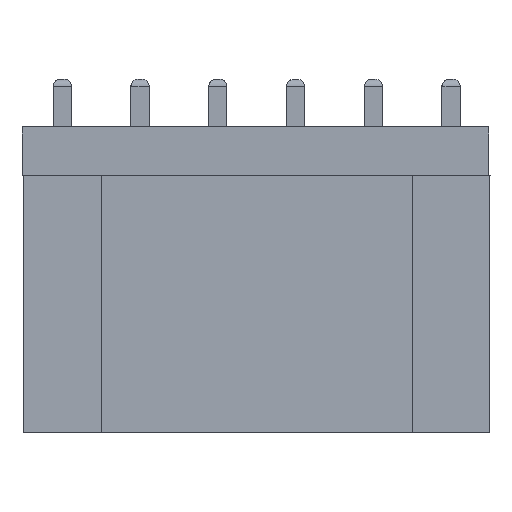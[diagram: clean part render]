
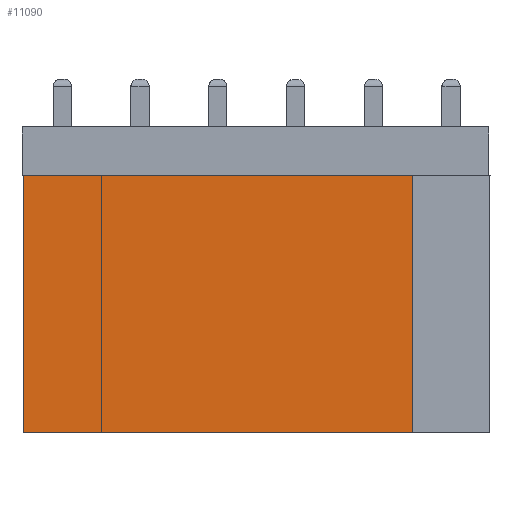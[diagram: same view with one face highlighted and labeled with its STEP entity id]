
A CAD part, left-side view. The second image highlights one B-rep face of the part: STEP entity #11090.
In plain terms, the highlighted face is planar.
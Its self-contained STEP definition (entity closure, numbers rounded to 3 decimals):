
#10456 = VERTEX_POINT('',#10457);
#10457 = CARTESIAN_POINT('',(1.25,0.,8.4));
#10463 = EDGE_CURVE('',#10464,#10456,#10466,.T.);
#10464 = VERTEX_POINT('',#10465);
#10465 = CARTESIAN_POINT('',(1.25,12.7,8.4));
#10466 = LINE('',#10467,#10468);
#10467 = CARTESIAN_POINT('',(1.25,0.,8.4));
#10468 = VECTOR('',#10469,1.);
#10469 = DIRECTION('',(0.,-1.,0.));
#10511 = EDGE_CURVE('',#10464,#10512,#10514,.T.);
#10512 = VERTEX_POINT('',#10513);
#10513 = CARTESIAN_POINT('',(1.25,12.7,0.));
#10514 = LINE('',#10515,#10516);
#10515 = CARTESIAN_POINT('',(1.25,12.7,0.));
#10516 = VECTOR('',#10517,1.);
#10517 = DIRECTION('',(0.,0.,-1.));
#10584 = VERTEX_POINT('',#10585);
#10585 = CARTESIAN_POINT('',(1.25,0.,
    0.));
#10591 = EDGE_CURVE('',#10584,#10456,#10592,.T.);
#10592 = LINE('',#10593,#10594);
#10593 = CARTESIAN_POINT('',(1.25,0.,8.4));
#10594 = VECTOR('',#10595,1.);
#10595 = DIRECTION('',(0.,0.,1.));
#11090 = ADVANCED_FACE('',(#11091),#11102,.T.);
#11091 = FACE_BOUND('',#11092,.T.);
#11092 = EDGE_LOOP('',(#11093,#11094,#11095,#11096));
#11093 = ORIENTED_EDGE('',*,*,#10511,.F.);
#11094 = ORIENTED_EDGE('',*,*,#10463,.T.);
#11095 = ORIENTED_EDGE('',*,*,#10591,.F.);
#11096 = ORIENTED_EDGE('',*,*,#11097,.T.);
#11097 = EDGE_CURVE('',#10584,#10512,#11098,.T.);
#11098 = LINE('',#11099,#11100);
#11099 = CARTESIAN_POINT('',(1.25,0.,0.));
#11100 = VECTOR('',#11101,1.);
#11101 = DIRECTION('',(0.,1.,0.));
#11102 = PLANE('',#11103);
#11103 = AXIS2_PLACEMENT_3D('',#11104,#11105,#11106);
#11104 = CARTESIAN_POINT('',(1.25,0.,0.));
#11105 = DIRECTION('',(1.,0.,0.));
#11106 = DIRECTION('',(0.,0.,-1.));
